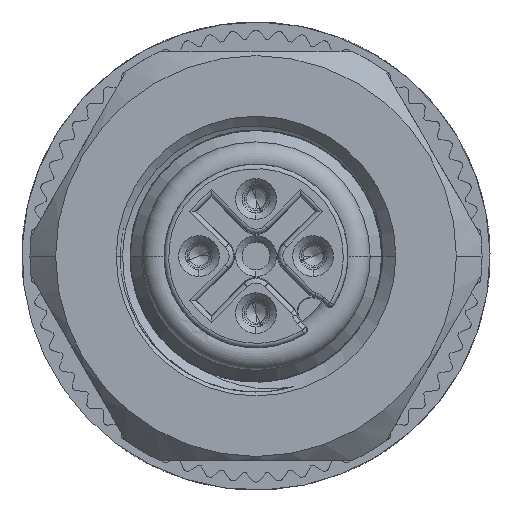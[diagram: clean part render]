
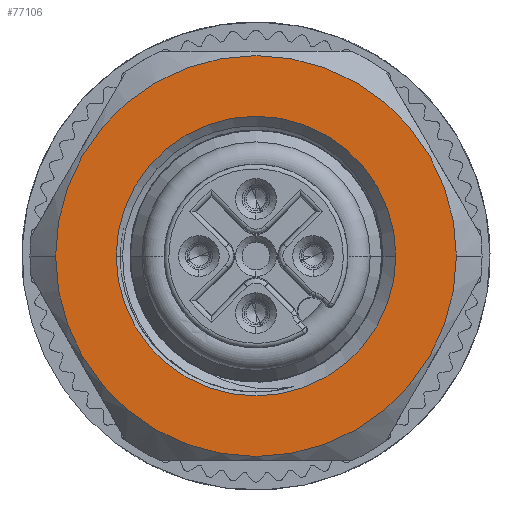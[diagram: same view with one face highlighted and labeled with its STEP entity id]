
A CAD part, front view. The second image highlights one B-rep face of the part: STEP entity #77106.
In plain terms, the highlighted planar face has unit normal (0, -1, 0).
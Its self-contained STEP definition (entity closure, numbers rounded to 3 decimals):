
#20050=CARTESIAN_POINT('',(0.,-8.95,0.));
#20051=DIRECTION('',(0.,1.,0.));
#20052=DIRECTION('',(-1.,0.,0.));
#20053=AXIS2_PLACEMENT_3D('',#20050,#20051,#20052);
#20055=CARTESIAN_POINT('',(0.,-8.95,0.));
#20056=DIRECTION('',(0.,1.,0.));
#20057=DIRECTION('',(1.,0.,0.));
#20058=AXIS2_PLACEMENT_3D('',#20055,#20056,#20057);
#20200=CARTESIAN_POINT('',(0.,-8.95,0.));
#20201=DIRECTION('',(0.,1.,0.));
#20202=DIRECTION('',(-1.,0.,0.));
#20203=AXIS2_PLACEMENT_3D('',#20200,#20201,#20202);
#20527=CARTESIAN_POINT('',(0.,-8.95,0.));
#20528=DIRECTION('',(0.,1.,0.));
#20529=DIRECTION('',(1.,0.,0.));
#20530=AXIS2_PLACEMENT_3D('',#20527,#20528,#20529);
#52622=CARTESIAN_POINT('',(8.779,-8.95,0.));
#52623=CARTESIAN_POINT('',(-8.779,-8.95,0.));
#52624=VERTEX_POINT('',#52622);
#52625=VERTEX_POINT('',#52623);
#52627=CARTESIAN_POINT('',(-6.125,-8.95,0.));
#52629=VERTEX_POINT('',#52627);
#52631=CARTESIAN_POINT('',(6.125,-8.95,0.));
#52633=VERTEX_POINT('',#52631);
#77090=CARTESIAN_POINT('',(0.,-8.95,0.));
#77091=DIRECTION('',(0.,1.,0.));
#77092=DIRECTION('',(1.,0.,0.));
#77093=AXIS2_PLACEMENT_3D('',#77090,#77091,#77092);
#77094=PLANE('',#77093);
#77096=ORIENTED_EDGE('',*,*,#77095,.T.);
#77097=ORIENTED_EDGE('',*,*,#77074,.T.);
#77098=EDGE_LOOP('',(#77096,#77097));
#77099=FACE_OUTER_BOUND('',#77098,.F.);
#77101=ORIENTED_EDGE('',*,*,#77100,.F.);
#77103=ORIENTED_EDGE('',*,*,#77102,.F.);
#77104=EDGE_LOOP('',(#77101,#77103));
#77105=FACE_BOUND('',#77104,.F.);
#20054=CIRCLE('',#20053,8.779);
#20059=CIRCLE('',#20058,8.779);
#20204=CIRCLE('',#20203,6.125);
#20531=CIRCLE('',#20530,6.125);
#77074=EDGE_CURVE('',#52624,#52625,#20059,.T.);
#77095=EDGE_CURVE('',#52625,#52624,#20054,.T.);
#77100=EDGE_CURVE('',#52629,#52633,#20204,.T.);
#77102=EDGE_CURVE('',#52633,#52629,#20531,.T.);
#77106=ADVANCED_FACE('',(#77099,#77105),#77094,.F.);
